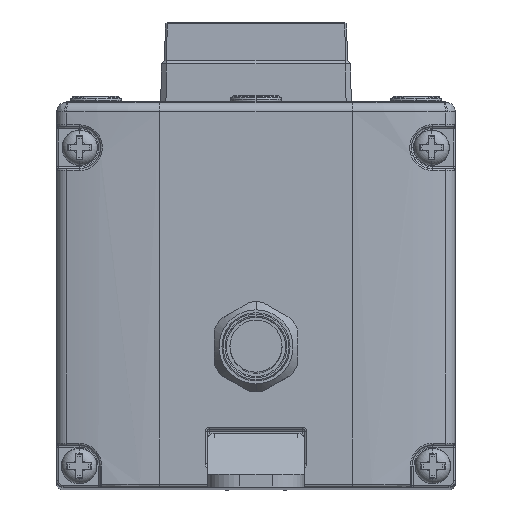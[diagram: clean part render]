
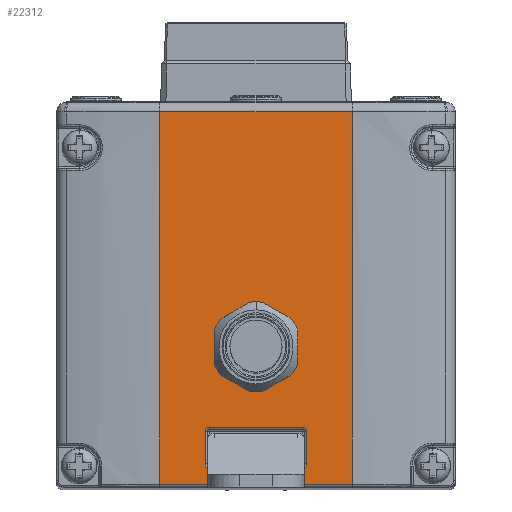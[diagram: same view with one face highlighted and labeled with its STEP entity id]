
A CAD part, top view. The second image highlights one B-rep face of the part: STEP entity #22312.
In plain terms, the highlighted planar face has unit normal (0, 0, 1).
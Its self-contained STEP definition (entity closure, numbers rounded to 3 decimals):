
#53 = CARTESIAN_POINT ( 'NONE',  ( -7.9, -31.276, 117.5 ) ) ;
#330 = AXIS2_PLACEMENT_3D ( 'NONE', #6888, #32512, #2921 ) ;
#554 = AXIS2_PLACEMENT_3D ( 'NONE', #4085, #1551, #7848 ) ;
#663 = CARTESIAN_POINT ( 'NONE',  ( 15., 23.349, 117.5 ) ) ;
#1309 = VERTEX_POINT ( 'NONE', #22852 ) ;
#1551 = DIRECTION ( 'NONE',  ( 0., 0., -1. ) ) ;
#1713 = EDGE_CURVE ( 'NONE', #1309, #4443, #9773, .T. ) ;
#1829 = ORIENTED_EDGE ( 'NONE', *, *, #11392, .T. ) ;
#2011 = EDGE_CURVE ( 'NONE', #36770, #5709, #37461, .T. ) ;
#2290 = DIRECTION ( 'NONE',  ( 0., -1., 0. ) ) ;
#2537 = DIRECTION ( 'NONE',  ( 0., -1., 0. ) ) ;
#2921 = DIRECTION ( 'NONE',  ( 1., 0., 0. ) ) ;
#2984 = VECTOR ( 'NONE', #33949, 1000. ) ;
#3224 = CIRCLE ( 'NONE', #554, 5.8 ) ;
#3777 = CARTESIAN_POINT ( 'NONE',  ( -15., -34.5, 117.5 ) ) ;
#3823 = CARTESIAN_POINT ( 'NONE',  ( -7.9, -26.3, 117.5 ) ) ;
#4085 = CARTESIAN_POINT ( 'NONE',  ( 0., -13.2, 117.5 ) ) ;
#4443 = VERTEX_POINT ( 'NONE', #31286 ) ;
#4857 = CARTESIAN_POINT ( 'NONE',  ( 15., -34.5, 117.5 ) ) ;
#5062 = LINE ( 'NONE', #24382, #30246 ) ;
#5174 = CARTESIAN_POINT ( 'NONE',  ( 7.9, -31.773, 117.5 ) ) ;
#5427 = CARTESIAN_POINT ( 'NONE',  ( 7.9, -5., 117.5 ) ) ;
#5488 = EDGE_CURVE ( 'NONE', #33552, #36693, #3224, .T. ) ;
#5709 = VERTEX_POINT ( 'NONE', #3823 ) ;
#5787 = LINE ( 'NONE', #15475, #2984 ) ;
#5909 = VERTEX_POINT ( 'NONE', #4857 ) ;
#6179 = VECTOR ( 'NONE', #2290, 1000. ) ;
#6413 = CARTESIAN_POINT ( 'NONE',  ( 7.3, -26.3, 117.5 ) ) ;
#6470 = ORIENTED_EDGE ( 'NONE', *, *, #24038, .T. ) ;
#6888 = CARTESIAN_POINT ( 'NONE',  ( 0., -13.2, 117.5 ) ) ;
#7200 = EDGE_CURVE ( 'NONE', #23610, #36770, #36021, .T. ) ;
#7229 = DIRECTION ( 'NONE',  ( 1., 0., 0. ) ) ;
#7366 = EDGE_CURVE ( 'NONE', #37071, #5909, #35949, .T. ) ;
#7489 = CARTESIAN_POINT ( 'NONE',  ( 7.9, -31.276, 117.5 ) ) ;
#7848 = DIRECTION ( 'NONE',  ( 1., 0., 0. ) ) ;
#8005 = CARTESIAN_POINT ( 'NONE',  ( -7.9, -31.276, 117.5 ) ) ;
#8016 = EDGE_CURVE ( 'NONE', #20733, #1309, #38575, .T. ) ;
#8790 = LINE ( 'NONE', #5427, #6179 ) ;
#8812 = EDGE_CURVE ( 'NONE', #4443, #36387, #8790, .T. ) ;
#9773 = CIRCLE ( 'NONE', #15165, 0.6 ) ;
#9801 = CARTESIAN_POINT ( 'NONE',  ( 7.3, -25.7, 117.5 ) ) ;
#10020 = ORIENTED_EDGE ( 'NONE', *, *, #5488, .T. ) ;
#10377 = AXIS2_PLACEMENT_3D ( 'NONE', #18952, #19162, #34890 ) ;
#10482 = DIRECTION ( 'NONE',  ( 0., 0., 1. ) ) ;
#11183 = CARTESIAN_POINT ( 'NONE',  ( -7.3, -25.7, 117.5 ) ) ;
#11392 = EDGE_CURVE ( 'NONE', #35000, #32820, #5787, .T. ) ;
#12781 = ORIENTED_EDGE ( 'NONE', *, *, #20135, .F. ) ;
#13282 = EDGE_CURVE ( 'NONE', #5709, #20733, #28479, .T. ) ;
#13625 = FACE_BOUND ( 'NONE', #31416, .T. ) ;
#14218 = VECTOR ( 'NONE', #27520, 1000. ) ;
#15089 = ORIENTED_EDGE ( 'NONE', *, *, #13282, .T. ) ;
#15165 = AXIS2_PLACEMENT_3D ( 'NONE', #6413, #32032, #31627 ) ;
#15475 = CARTESIAN_POINT ( 'NONE',  ( 0., 23.349, 117.5 ) ) ;
#16758 = EDGE_LOOP ( 'NONE', ( #27972, #36204, #12781, #1829 ) ) ;
#18015 = CARTESIAN_POINT ( 'NONE',  ( 7.651, -32.124, 117.5 ) ) ;
#18577 = DIRECTION ( 'NONE',  ( 0., 1., 0. ) ) ;
#18952 = CARTESIAN_POINT ( 'NONE',  ( -7.3, -26.3, 117.5 ) ) ;
#19162 = DIRECTION ( 'NONE',  ( 0., 0., -1. ) ) ;
#19618 = CARTESIAN_POINT ( 'NONE',  ( -5.8, -13.2, 117.5 ) ) ;
#19735 = EDGE_CURVE ( 'NONE', #36693, #33552, #37228, .T. ) ;
#19745 = FACE_OUTER_BOUND ( 'NONE', #16758, .T. ) ;
#19972 =( BOUNDED_CURVE ( )  B_SPLINE_CURVE ( 3, ( #23881, #5174, #18015, #33323 ),
 .UNSPECIFIED., .F., .T. ) 
 B_SPLINE_CURVE_WITH_KNOTS ( ( 4, 4 ),
 ( 1.571, 3.142 ),
 .UNSPECIFIED. ) 
 CURVE ( )  GEOMETRIC_REPRESENTATION_ITEM ( )  RATIONAL_B_SPLINE_CURVE ( ( 1., 0.805, 0.805, 1. ) ) 
 REPRESENTATION_ITEM ( '' )  );
#20013 = CARTESIAN_POINT ( 'NONE',  ( 15., -34.5, 117.5 ) ) ;
#20135 = EDGE_CURVE ( 'NONE', #35000, #5909, #35194, .T. ) ;
#20225 = DIRECTION ( 'NONE',  ( 1., 0., 0. ) ) ;
#20619 = ORIENTED_EDGE ( 'NONE', *, *, #7200, .T. ) ;
#20733 = VERTEX_POINT ( 'NONE', #11183 ) ;
#21215 = CARTESIAN_POINT ( 'NONE',  ( 7.3, -32.124, 117.5 ) ) ;
#21409 = CARTESIAN_POINT ( 'NONE',  ( -7.3, -32.124, 117.5 ) ) ;
#21644 = LINE ( 'NONE', #24172, #14218 ) ;
#22312 = ADVANCED_FACE ( 'NONE', ( #13625, #36315, #19745 ), #32532, .T. ) ;
#22679 = CARTESIAN_POINT ( 'NONE',  ( 0., -5., 117.5 ) ) ;
#22852 = CARTESIAN_POINT ( 'NONE',  ( 7.3, -25.7, 117.5 ) ) ;
#23610 = VERTEX_POINT ( 'NONE', #21409 ) ;
#23881 = CARTESIAN_POINT ( 'NONE',  ( 7.9, -31.276, 117.5 ) ) ;
#24038 = EDGE_CURVE ( 'NONE', #36387, #32545, #19972, .T. ) ;
#24172 = CARTESIAN_POINT ( 'NONE',  ( -7.3, -32.124, 117.5 ) ) ;
#24382 = CARTESIAN_POINT ( 'NONE',  ( -15., 25., 117.5 ) ) ;
#24984 = ORIENTED_EDGE ( 'NONE', *, *, #19735, .T. ) ;
#25994 = CARTESIAN_POINT ( 'NONE',  ( -15., 23.349, 117.5 ) ) ;
#26575 = VECTOR ( 'NONE', #18577, 1000. ) ;
#27189 = EDGE_CURVE ( 'NONE', #32820, #37071, #5062, .T. ) ;
#27520 = DIRECTION ( 'NONE',  ( -1., 0., 0. ) ) ;
#27972 = ORIENTED_EDGE ( 'NONE', *, *, #27189, .T. ) ;
#28216 = VECTOR ( 'NONE', #20225, 1000. ) ;
#28273 = DIRECTION ( 'NONE',  ( 0., -1., 0. ) ) ;
#28369 = EDGE_LOOP ( 'NONE', ( #24984, #10020 ) ) ;
#28479 = CIRCLE ( 'NONE', #10377, 0.6 ) ;
#28689 = CARTESIAN_POINT ( 'NONE',  ( 15., 25., 117.5 ) ) ;
#28812 = CARTESIAN_POINT ( 'NONE',  ( -7.3, -32.124, 117.5 ) ) ;
#29177 = DIRECTION ( 'NONE',  ( 1., 0., 0. ) ) ;
#30211 = ORIENTED_EDGE ( 'NONE', *, *, #2011, .T. ) ;
#30246 = VECTOR ( 'NONE', #2537, 1000. ) ;
#30754 = CARTESIAN_POINT ( 'NONE',  ( -7.9, -26.3, 117.5 ) ) ;
#31286 = CARTESIAN_POINT ( 'NONE',  ( 7.9, -26.3, 117.5 ) ) ;
#31416 = EDGE_LOOP ( 'NONE', ( #30211, #15089, #41346, #36458, #34631, #6470, #35220, #20619 ) ) ;
#31627 = DIRECTION ( 'NONE',  ( 1., 0., 0. ) ) ;
#32032 = DIRECTION ( 'NONE',  ( 0., 0., -1. ) ) ;
#32512 = DIRECTION ( 'NONE',  ( 0., 0., -1. ) ) ;
#32532 = PLANE ( 'NONE',  #36716 ) ;
#32545 = VERTEX_POINT ( 'NONE', #21215 ) ;
#32820 = VERTEX_POINT ( 'NONE', #25994 ) ;
#33323 = CARTESIAN_POINT ( 'NONE',  ( 7.3, -32.124, 117.5 ) ) ;
#33552 = VERTEX_POINT ( 'NONE', #19618 ) ;
#33949 = DIRECTION ( 'NONE',  ( -1., 0., 0. ) ) ;
#34631 = ORIENTED_EDGE ( 'NONE', *, *, #8812, .T. ) ;
#34890 = DIRECTION ( 'NONE',  ( 1., 0., 0. ) ) ;
#35000 = VERTEX_POINT ( 'NONE', #663 ) ;
#35106 = CARTESIAN_POINT ( 'NONE',  ( -7.651, -32.124, 117.5 ) ) ;
#35194 = LINE ( 'NONE', #28689, #38538 ) ;
#35220 = ORIENTED_EDGE ( 'NONE', *, *, #35789, .T. ) ;
#35789 = EDGE_CURVE ( 'NONE', #32545, #23610, #21644, .T. ) ;
#35949 = LINE ( 'NONE', #20013, #28216 ) ;
#36021 =( BOUNDED_CURVE ( )  B_SPLINE_CURVE ( 3, ( #28812, #35106, #38674, #53 ),
 .UNSPECIFIED., .F., .F. ) 
 B_SPLINE_CURVE_WITH_KNOTS ( ( 4, 4 ),
 ( 0., 1.571 ),
 .UNSPECIFIED. ) 
 CURVE ( )  GEOMETRIC_REPRESENTATION_ITEM ( )  RATIONAL_B_SPLINE_CURVE ( ( 1., 0.805, 0.805, 1. ) ) 
 REPRESENTATION_ITEM ( '' )  );
#36204 = ORIENTED_EDGE ( 'NONE', *, *, #7366, .T. ) ;
#36315 = FACE_BOUND ( 'NONE', #28369, .T. ) ;
#36387 = VERTEX_POINT ( 'NONE', #7489 ) ;
#36458 = ORIENTED_EDGE ( 'NONE', *, *, #1713, .T. ) ;
#36693 = VERTEX_POINT ( 'NONE', #37903 ) ;
#36716 = AXIS2_PLACEMENT_3D ( 'NONE', #22679, #10482, #29177 ) ;
#36770 = VERTEX_POINT ( 'NONE', #8005 ) ;
#36977 = VECTOR ( 'NONE', #7229, 1000. ) ;
#37071 = VERTEX_POINT ( 'NONE', #3777 ) ;
#37228 = CIRCLE ( 'NONE', #330, 5.8 ) ;
#37461 = LINE ( 'NONE', #30754, #26575 ) ;
#37903 = CARTESIAN_POINT ( 'NONE',  ( 5.8, -13.2, 117.5 ) ) ;
#38538 = VECTOR ( 'NONE', #28273, 1000. ) ;
#38575 = LINE ( 'NONE', #9801, #36977 ) ;
#38674 = CARTESIAN_POINT ( 'NONE',  ( -7.9, -31.773, 117.5 ) ) ;
#41346 = ORIENTED_EDGE ( 'NONE', *, *, #8016, .T. ) ;
